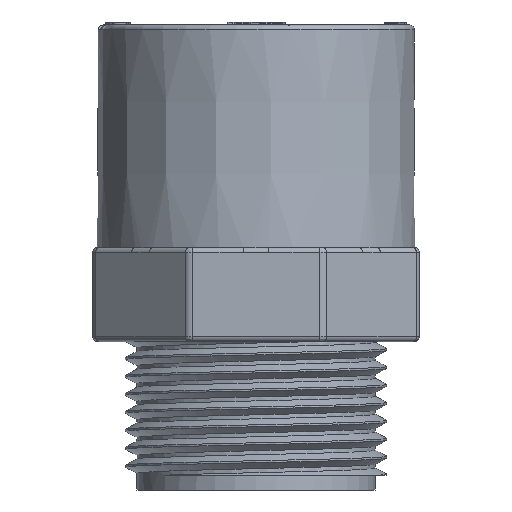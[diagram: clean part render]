
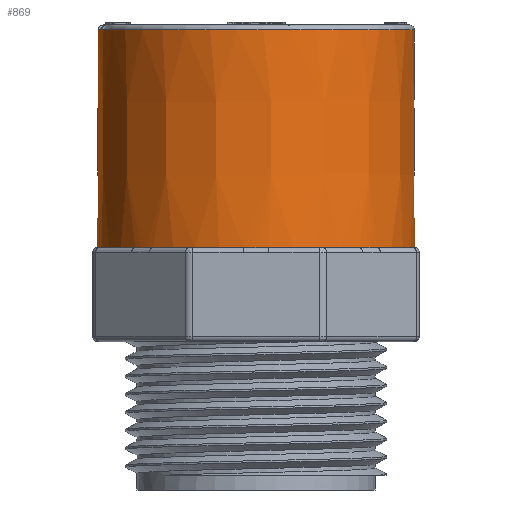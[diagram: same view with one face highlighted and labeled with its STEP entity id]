
A CAD part, front view. The second image highlights one B-rep face of the part: STEP entity #869.
In plain terms, the highlighted conical face has half-angle 0.127 degrees and reference radius 16.05 mm.
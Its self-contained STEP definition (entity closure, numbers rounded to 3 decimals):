
#55=CONICAL_SURFACE('',#13262,16.05,0.127);
#869=ADVANCED_FACE('',(#3738,#3739),#55,.T.);
#3618=CIRCLE('',#13232,16.05);
#3620=CIRCLE('',#13235,16.05);
#3622=CIRCLE('',#13238,16.05);
#3623=CIRCLE('',#13240,16.05);
#3628=CIRCLE('',#13249,16.05);
#3629=CIRCLE('',#13250,16.05);
#3630=CIRCLE('',#13251,16.05);
#3631=CIRCLE('',#13252,16.05);
#3632=CIRCLE('',#13253,16.05);
#3633=CIRCLE('',#13254,16.05);
#3634=CIRCLE('',#13255,16.05);
#3635=CIRCLE('',#13256,16.05);
#3636=CIRCLE('',#13257,16.05);
#3637=CIRCLE('',#13258,16.05);
#3638=CIRCLE('',#13259,16.05);
#3639=CIRCLE('',#13260,16.05);
#3640=CIRCLE('',#13261,16.001);
#3738=FACE_BOUND('',#3822,.T.);
#3739=FACE_BOUND('',#3823,.T.);
#3822=EDGE_LOOP('',(#5181,#5182,#5183,#5184,#5185,#5186,#5187,#5188,#5189,
#5190,#5191,#5192,#5193,#5194,#5195,#5196));
#3823=EDGE_LOOP('',(#5197));
#5181=ORIENTED_EDGE('',*,*,#10514,.F.);
#5182=ORIENTED_EDGE('',*,*,#10515,.F.);
#5183=ORIENTED_EDGE('',*,*,#10505,.F.);
#5184=ORIENTED_EDGE('',*,*,#10516,.F.);
#5185=ORIENTED_EDGE('',*,*,#10501,.F.);
#5186=ORIENTED_EDGE('',*,*,#10517,.F.);
#5187=ORIENTED_EDGE('',*,*,#10497,.F.);
#5188=ORIENTED_EDGE('',*,*,#10518,.F.);
#5189=ORIENTED_EDGE('',*,*,#10507,.F.);
#5190=ORIENTED_EDGE('',*,*,#10519,.F.);
#5191=ORIENTED_EDGE('',*,*,#10520,.F.);
#5192=ORIENTED_EDGE('',*,*,#10521,.F.);
#5193=ORIENTED_EDGE('',*,*,#10522,.F.);
#5194=ORIENTED_EDGE('',*,*,#10523,.F.);
#5195=ORIENTED_EDGE('',*,*,#10524,.F.);
#5196=ORIENTED_EDGE('',*,*,#10525,.F.);
#5197=ORIENTED_EDGE('',*,*,#10526,.T.);
#9136=VERTEX_POINT('',#21406);
#9137=VERTEX_POINT('',#21408);
#9140=VERTEX_POINT('',#21415);
#9141=VERTEX_POINT('',#21417);
#9144=VERTEX_POINT('',#21424);
#9145=VERTEX_POINT('',#21426);
#9146=VERTEX_POINT('',#21430);
#9147=VERTEX_POINT('',#21431);
#9152=VERTEX_POINT('',#21447);
#9153=VERTEX_POINT('',#21448);
#9154=VERTEX_POINT('',#21454);
#9155=VERTEX_POINT('',#21456);
#9156=VERTEX_POINT('',#21458);
#9157=VERTEX_POINT('',#21460);
#9158=VERTEX_POINT('',#21462);
#9159=VERTEX_POINT('',#21464);
#9160=VERTEX_POINT('',#21467);
#10497=EDGE_CURVE('',#9136,#9137,#3618,.T.);
#10501=EDGE_CURVE('',#9140,#9141,#3620,.T.);
#10505=EDGE_CURVE('',#9144,#9145,#3622,.T.);
#10507=EDGE_CURVE('',#9146,#9147,#3623,.T.);
#10514=EDGE_CURVE('',#9152,#9153,#3628,.T.);
#10515=EDGE_CURVE('',#9145,#9152,#3629,.T.);
#10516=EDGE_CURVE('',#9141,#9144,#3630,.T.);
#10517=EDGE_CURVE('',#9137,#9140,#3631,.T.);
#10518=EDGE_CURVE('',#9147,#9136,#3632,.T.);
#10519=EDGE_CURVE('',#9154,#9146,#3633,.T.);
#10520=EDGE_CURVE('',#9155,#9154,#3634,.T.);
#10521=EDGE_CURVE('',#9156,#9155,#3635,.T.);
#10522=EDGE_CURVE('',#9157,#9156,#3636,.T.);
#10523=EDGE_CURVE('',#9158,#9157,#3637,.T.);
#10524=EDGE_CURVE('',#9159,#9158,#3638,.T.);
#10525=EDGE_CURVE('',#9153,#9159,#3639,.T.);
#10526=EDGE_CURVE('',#9160,#9160,#3640,.T.);
#13232=AXIS2_PLACEMENT_3D('',#21407,#14164,#14165);
#13235=AXIS2_PLACEMENT_3D('',#21416,#14172,#14173);
#13238=AXIS2_PLACEMENT_3D('',#21425,#14180,#14181);
#13240=AXIS2_PLACEMENT_3D('',#21429,#14185,#14186);
#13249=AXIS2_PLACEMENT_3D('',#21446,#14205,#14206);
#13250=AXIS2_PLACEMENT_3D('',#21449,#14207,#14208);
#13251=AXIS2_PLACEMENT_3D('',#21450,#14209,#14210);
#13252=AXIS2_PLACEMENT_3D('',#21451,#14211,#14212);
#13253=AXIS2_PLACEMENT_3D('',#21452,#14213,#14214);
#13254=AXIS2_PLACEMENT_3D('',#21453,#14215,#14216);
#13255=AXIS2_PLACEMENT_3D('',#21455,#14217,#14218);
#13256=AXIS2_PLACEMENT_3D('',#21457,#14219,#14220);
#13257=AXIS2_PLACEMENT_3D('',#21459,#14221,#14222);
#13258=AXIS2_PLACEMENT_3D('',#21461,#14223,#14224);
#13259=AXIS2_PLACEMENT_3D('',#21463,#14225,#14226);
#13260=AXIS2_PLACEMENT_3D('',#21465,#14227,#14228);
#13261=AXIS2_PLACEMENT_3D('',#21466,#14229,#14230);
#13262=AXIS2_PLACEMENT_3D('',#21468,#14231,#14232);
#14164=DIRECTION('',(0.,0.,-1.));
#14165=DIRECTION('',(-1.,0.,0.));
#14172=DIRECTION('',(0.,0.,-1.));
#14173=DIRECTION('',(-1.,0.,0.));
#14180=DIRECTION('',(0.,0.,-1.));
#14181=DIRECTION('',(-1.,0.,0.));
#14185=DIRECTION('',(0.,0.,-1.));
#14186=DIRECTION('',(-1.,0.,0.));
#14205=DIRECTION('',(0.,0.,-1.));
#14206=DIRECTION('',(-1.,0.,0.));
#14207=DIRECTION('',(0.,0.,-1.));
#14208=DIRECTION('',(-1.,0.,0.));
#14209=DIRECTION('',(0.,0.,-1.));
#14210=DIRECTION('',(-1.,0.,0.));
#14211=DIRECTION('',(0.,0.,-1.));
#14212=DIRECTION('',(-1.,0.,0.));
#14213=DIRECTION('',(0.,0.,-1.));
#14214=DIRECTION('',(-1.,0.,0.));
#14215=DIRECTION('',(0.,0.,-1.));
#14216=DIRECTION('',(-1.,0.,0.));
#14217=DIRECTION('',(0.,0.,-1.));
#14218=DIRECTION('',(-1.,0.,0.));
#14219=DIRECTION('',(0.,0.,-1.));
#14220=DIRECTION('',(-1.,0.,0.));
#14221=DIRECTION('',(0.,0.,-1.));
#14222=DIRECTION('',(-1.,0.,0.));
#14223=DIRECTION('',(0.,0.,-1.));
#14224=DIRECTION('',(-1.,0.,0.));
#14225=DIRECTION('',(0.,0.,-1.));
#14226=DIRECTION('',(-1.,0.,0.));
#14227=DIRECTION('',(0.,0.,-1.));
#14228=DIRECTION('',(-1.,0.,0.));
#14229=DIRECTION('',(0.,0.,-1.));
#14230=DIRECTION('',(1.,0.,0.));
#14231=DIRECTION('',(0.,0.,-1.));
#14232=DIRECTION('',(-1.,0.,0.));
#21406=CARTESIAN_POINT('',(120.581,161.709,23.004));
#21407=CARTESIAN_POINT('',(131.,149.5,23.004));
#21408=CARTESIAN_POINT('',(129.734,165.5,23.004));
#21415=CARTESIAN_POINT('',(132.266,165.5,23.004));
#21416=CARTESIAN_POINT('',(131.,149.5,23.004));
#21417=CARTESIAN_POINT('',(141.419,161.709,23.004));
#21424=CARTESIAN_POINT('',(143.209,159.919,23.004));
#21425=CARTESIAN_POINT('',(131.,149.5,23.004));
#21426=CARTESIAN_POINT('',(147.,150.766,23.004));
#21429=CARTESIAN_POINT('',(131.,149.5,23.004));
#21430=CARTESIAN_POINT('',(115.,150.766,23.004));
#21431=CARTESIAN_POINT('',(118.791,159.919,23.004));
#21446=CARTESIAN_POINT('',(131.,149.5,23.004));
#21447=CARTESIAN_POINT('',(147.,148.234,23.004));
#21448=CARTESIAN_POINT('',(143.209,139.081,23.004));
#21449=CARTESIAN_POINT('',(131.,149.5,23.004));
#21450=CARTESIAN_POINT('',(131.,149.5,23.004));
#21451=CARTESIAN_POINT('',(131.,149.5,23.004));
#21452=CARTESIAN_POINT('',(131.,149.5,23.004));
#21453=CARTESIAN_POINT('',(131.,149.5,23.004));
#21454=CARTESIAN_POINT('',(115.,148.234,23.004));
#21455=CARTESIAN_POINT('',(131.,149.5,23.004));
#21456=CARTESIAN_POINT('',(118.791,139.081,23.004));
#21457=CARTESIAN_POINT('',(131.,149.5,23.004));
#21458=CARTESIAN_POINT('',(120.581,137.291,23.004));
#21459=CARTESIAN_POINT('',(131.,149.5,23.004));
#21460=CARTESIAN_POINT('',(129.734,133.5,23.004));
#21461=CARTESIAN_POINT('',(131.,149.5,23.004));
#21462=CARTESIAN_POINT('',(132.266,133.5,23.004));
#21463=CARTESIAN_POINT('',(131.,149.5,23.004));
#21464=CARTESIAN_POINT('',(141.419,137.291,23.004));
#21465=CARTESIAN_POINT('',(131.,149.5,23.004));
#21466=CARTESIAN_POINT('',(131.,149.5,45.005));
#21467=CARTESIAN_POINT('',(147.001,149.5,45.005));
#21468=CARTESIAN_POINT('',(131.,149.5,23.004));
